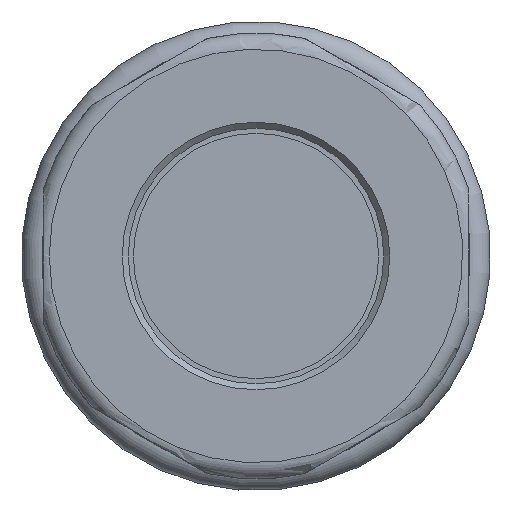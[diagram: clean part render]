
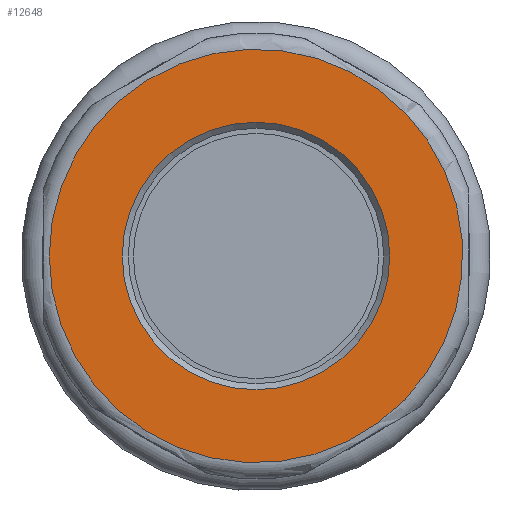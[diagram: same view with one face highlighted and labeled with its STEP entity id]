
A CAD part, left-side view. The second image highlights one B-rep face of the part: STEP entity #12648.
In plain terms, the highlighted planar face has unit normal (-1, 0, 0).
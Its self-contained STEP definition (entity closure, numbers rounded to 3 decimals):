
#142=FACE_BOUND('',#1994,.T.);
#695=PLANE('',#13465);
#1220=FACE_OUTER_BOUND('',#1993,.T.);
#1993=EDGE_LOOP('',(#10466));
#1994=EDGE_LOOP('',(#10467));
#4689=CIRCLE('',#13441,10.2);
#4701=CIRCLE('',#13466,6.6);
#5779=VERTEX_POINT('',#74726);
#5797=VERTEX_POINT('',#75042);
#7390=EDGE_CURVE('',#5779,#5779,#4689,.T.);
#7420=EDGE_CURVE('',#5797,#5797,#4701,.T.);
#10466=ORIENTED_EDGE('',*,*,#7390,.F.);
#10467=ORIENTED_EDGE('',*,*,#7420,.F.);
#12648=ADVANCED_FACE('',(#1220,#142),#695,.T.);
#13441=AXIS2_PLACEMENT_3D('',#74727,#15360,#15361);
#13465=AXIS2_PLACEMENT_3D('',#75041,#15416,#15417);
#13466=AXIS2_PLACEMENT_3D('',#75043,#15418,#15419);
#15360=DIRECTION('center_axis',(1.,0.,0.));
#15361=DIRECTION('ref_axis',(0.,-1.,0.));
#15416=DIRECTION('center_axis',(-1.,0.,0.));
#15417=DIRECTION('ref_axis',(0.,0.,1.));
#15418=DIRECTION('center_axis',(-1.,0.,0.));
#15419=DIRECTION('ref_axis',(0.,-1.,0.));
#74726=CARTESIAN_POINT('',(0.,10.2,0.));
#74727=CARTESIAN_POINT('Origin',(0.,0.,0.));
#75041=CARTESIAN_POINT('Origin',(0.,8.65,0.));
#75042=CARTESIAN_POINT('',(0.,6.6,0.));
#75043=CARTESIAN_POINT('Origin',(0.,0.,0.));
